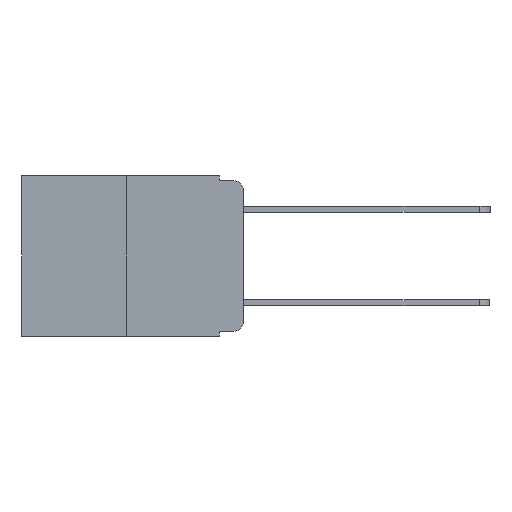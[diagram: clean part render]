
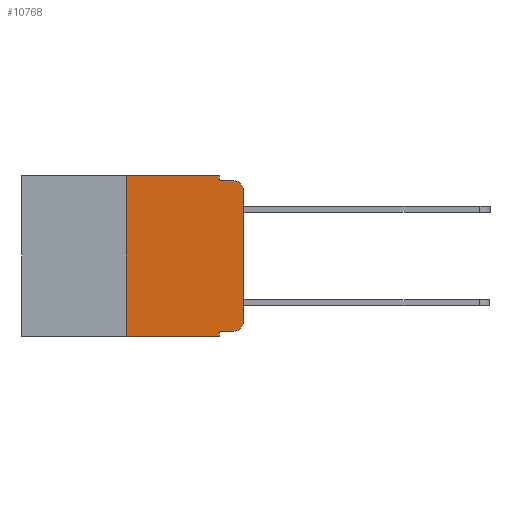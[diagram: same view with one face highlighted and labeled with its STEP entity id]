
A CAD part, left-side view. The second image highlights one B-rep face of the part: STEP entity #10768.
In plain terms, the highlighted planar face has unit normal (-1, 0, 0).
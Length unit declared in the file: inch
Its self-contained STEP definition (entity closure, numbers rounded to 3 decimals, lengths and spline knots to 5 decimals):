
#146 = LINE ( 'NONE', #3612, #14629 ) ;
#684 = ORIENTED_EDGE ( 'NONE', *, *, #13127, .T. ) ;
#903 = EDGE_CURVE ( 'NONE', #21226, #23214, #14072, .T. ) ;
#1049 = ORIENTED_EDGE ( 'NONE', *, *, #903, .T. ) ;
#1104 = LINE ( 'NONE', #10571, #5230 ) ;
#1185 = ORIENTED_EDGE ( 'NONE', *, *, #22051, .T. ) ;
#1216 = CARTESIAN_POINT ( 'NONE',  ( 0., 0.02, -0.313 ) ) ;
#1244 = CARTESIAN_POINT ( 'NONE',  ( 0., 0.02, -0.01 ) ) ;
#1254 = CARTESIAN_POINT ( 'NONE',  ( 0., 0.051, 0. ) ) ;
#2122 = CARTESIAN_POINT ( 'NONE',  ( 0., 0.25, -0.343 ) ) ;
#2148 = CARTESIAN_POINT ( 'NONE',  ( 0., 0., 0. ) ) ;
#2195 = DIRECTION ( 'NONE',  ( 0., 0., 1. ) ) ;
#2752 = CARTESIAN_POINT ( 'NONE',  ( 0., 0.473, 0. ) ) ;
#2811 = CARTESIAN_POINT ( 'NONE',  ( 0., 0.051, -0.333 ) ) ;
#2851 = EDGE_LOOP ( 'NONE', ( #16701, #684, #9125, #16516, #3639, #15275, #1049, #19171, #1185, #8704 ) ) ;
#2939 = DIRECTION ( 'NONE',  ( 0., -1., 0. ) ) ;
#3266 = DIRECTION ( 'NONE',  ( 0., 0., -1. ) ) ;
#3424 = VECTOR ( 'NONE', #16900, 39.37008 ) ;
#3612 = CARTESIAN_POINT ( 'NONE',  ( 0., 0.473, 0. ) ) ;
#3639 = ORIENTED_EDGE ( 'NONE', *, *, #14712, .F. ) ;
#3974 = EDGE_CURVE ( 'NONE', #21803, #5861, #24030, .T. ) ;
#4131 = VERTEX_POINT ( 'NONE', #23756 ) ;
#4584 = CARTESIAN_POINT ( 'NONE',  ( 0., 0.25, 0. ) ) ;
#4691 = CARTESIAN_POINT ( 'NONE',  ( 0., 0.051, 0. ) ) ;
#4784 = DIRECTION ( 'NONE',  ( 0., 0., -1. ) ) ;
#4830 = EDGE_CURVE ( 'NONE', #9568, #21803, #15707, .T. ) ;
#5087 = AXIS2_PLACEMENT_3D ( 'NONE', #2752, #16376, #4784 ) ;
#5230 = VECTOR ( 'NONE', #6659, 39.37008 ) ;
#5861 = VERTEX_POINT ( 'NONE', #23600 ) ;
#5970 = CARTESIAN_POINT ( 'NONE',  ( 0., 0., -0.313 ) ) ;
#6575 = DIRECTION ( 'NONE',  ( -1., 0., 0. ) ) ;
#6659 = DIRECTION ( 'NONE',  ( 0., -1., 0. ) ) ;
#6684 = DIRECTION ( 'NONE',  ( 0., 0., -1. ) ) ;
#7919 = VERTEX_POINT ( 'NONE', #4584 ) ;
#7965 = EDGE_CURVE ( 'NONE', #24361, #20948, #1104, .T. ) ;
#8196 = CARTESIAN_POINT ( 'NONE',  ( 0., 0.25, 0. ) ) ;
#8704 = ORIENTED_EDGE ( 'NONE', *, *, #4830, .T. ) ;
#8961 = VECTOR ( 'NONE', #2939, 39.37008 ) ;
#9125 = ORIENTED_EDGE ( 'NONE', *, *, #7965, .F. ) ;
#9568 = VERTEX_POINT ( 'NONE', #17199 ) ;
#10545 = CARTESIAN_POINT ( 'NONE',  ( 0., 0.051, -0.01 ) ) ;
#10571 = CARTESIAN_POINT ( 'NONE',  ( 0., 0.051, -0.01 ) ) ;
#10634 = DIRECTION ( 'NONE',  ( 0., -1., 0. ) ) ;
#10768 = ADVANCED_FACE ( 'NONE', ( #15408 ), #20116, .F. ) ;
#11629 = VECTOR ( 'NONE', #2195, 39.37008 ) ;
#12383 = VECTOR ( 'NONE', #6684, 39.37008 ) ;
#12479 = CARTESIAN_POINT ( 'NONE',  ( 0., 0.051, -0.333 ) ) ;
#13127 = EDGE_CURVE ( 'NONE', #5861, #20948, #25055, .T. ) ;
#13901 = DIRECTION ( 'NONE',  ( 0., 0., 1. ) ) ;
#14072 = LINE ( 'NONE', #14630, #8961 ) ;
#14418 = EDGE_CURVE ( 'NONE', #21226, #7919, #16138, .T. ) ;
#14531 = VERTEX_POINT ( 'NONE', #12479 ) ;
#14629 = VECTOR ( 'NONE', #20912, 39.37008 ) ;
#14630 = CARTESIAN_POINT ( 'NONE',  ( 0., 0.473, -0.343 ) ) ;
#14712 = EDGE_CURVE ( 'NONE', #7919, #4131, #146, .T. ) ;
#14943 = DIRECTION ( 'NONE',  ( -1., 0., 0. ) ) ;
#15275 = ORIENTED_EDGE ( 'NONE', *, *, #14418, .F. ) ;
#15408 = FACE_OUTER_BOUND ( 'NONE', #2851, .T. ) ;
#15707 = CIRCLE ( 'NONE', #18568, 0.02 ) ;
#16138 = LINE ( 'NONE', #8196, #11629 ) ;
#16376 = DIRECTION ( 'NONE',  ( 1., 0., 0. ) ) ;
#16516 = ORIENTED_EDGE ( 'NONE', *, *, #18263, .F. ) ;
#16701 = ORIENTED_EDGE ( 'NONE', *, *, #3974, .T. ) ;
#16900 = DIRECTION ( 'NONE',  ( 0., 0., -1. ) ) ;
#17199 = CARTESIAN_POINT ( 'NONE',  ( 0., 0.02, -0.333 ) ) ;
#17502 = LINE ( 'NONE', #4691, #12383 ) ;
#18095 = CARTESIAN_POINT ( 'NONE',  ( 0., 0.02, -0.03 ) ) ;
#18263 = EDGE_CURVE ( 'NONE', #4131, #24361, #17502, .T. ) ;
#18568 = AXIS2_PLACEMENT_3D ( 'NONE', #1216, #14943, #3266 ) ;
#18853 = AXIS2_PLACEMENT_3D ( 'NONE', #18095, #6575, #20012 ) ;
#19171 = ORIENTED_EDGE ( 'NONE', *, *, #24550, .F. ) ;
#20012 = DIRECTION ( 'NONE',  ( 0., 0., -1. ) ) ;
#20116 = PLANE ( 'NONE',  #5087 ) ;
#20267 = VECTOR ( 'NONE', #10634, 39.37008 ) ;
#20912 = DIRECTION ( 'NONE',  ( 0., -1., 0. ) ) ;
#20948 = VERTEX_POINT ( 'NONE', #1244 ) ;
#21226 = VERTEX_POINT ( 'NONE', #2122 ) ;
#21803 = VERTEX_POINT ( 'NONE', #5970 ) ;
#21841 = CARTESIAN_POINT ( 'NONE',  ( 0., 0.051, -0.343 ) ) ;
#22051 = EDGE_CURVE ( 'NONE', #14531, #9568, #24656, .T. ) ;
#23214 = VERTEX_POINT ( 'NONE', #21841 ) ;
#23442 = VECTOR ( 'NONE', #13901, 39.37008 ) ;
#23600 = CARTESIAN_POINT ( 'NONE',  ( 0., 0., -0.03 ) ) ;
#23756 = CARTESIAN_POINT ( 'NONE',  ( 0., 0.051, 0. ) ) ;
#23892 = LINE ( 'NONE', #1254, #3424 ) ;
#24030 = LINE ( 'NONE', #2148, #23442 ) ;
#24361 = VERTEX_POINT ( 'NONE', #10545 ) ;
#24550 = EDGE_CURVE ( 'NONE', #14531, #23214, #23892, .T. ) ;
#24656 = LINE ( 'NONE', #2811, #20267 ) ;
#25055 = CIRCLE ( 'NONE', #18853, 0.02 ) ;
